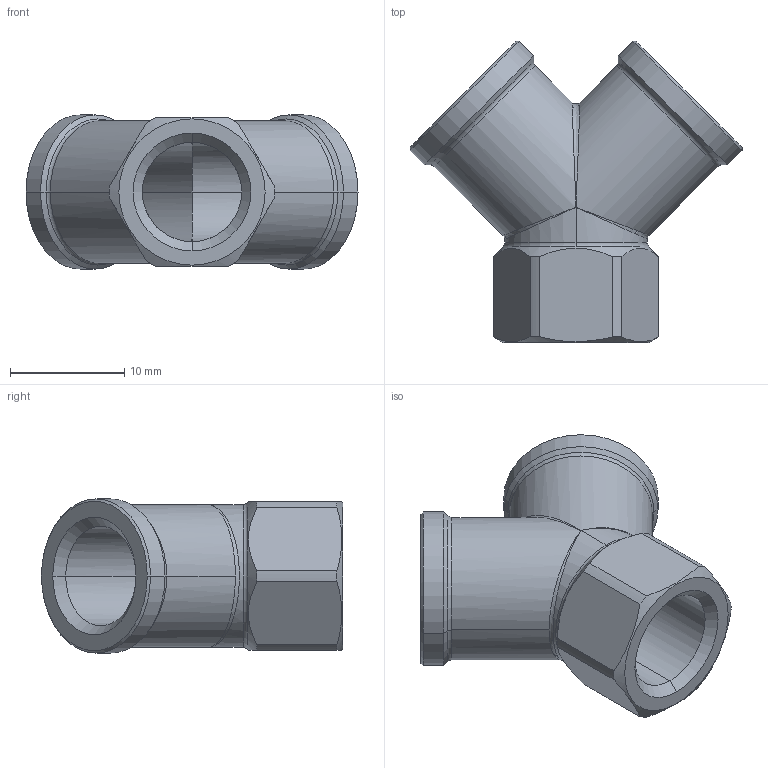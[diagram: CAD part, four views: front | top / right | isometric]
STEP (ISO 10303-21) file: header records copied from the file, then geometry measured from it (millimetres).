
FILE_DESCRIPTION (( 'STEP AP203' ), '1' );
FILE_NAME ('05300001.STEP', '2010-09-13T16:01:07', ( 'Flavio' ), ( '' ), 'SwSTEP 2.0', 'SolidWorks 2009', '' );
FILE_SCHEMA (( 'CONFIG_CONTROL_DESIGN' ));
Length unit declared in the file: millimetre
Products named in the file (1): 05300001
Bounding box: 29.06 x 26.36 x 13.5 mm (x, y, z)
Volume: 2372.9 mm3; surface area: 2504.6 mm2
Topology: 1 solids, 1 shells, 75 faces, 205 edges, 123 vertices
Faces by surface type: cone 29, cylinder 22, plane 15, torus 6, bspline 3
Entity records: 2905 total; most frequent: CARTESIAN_POINT 1050, ORIENTED_EDGE 402, DIRECTION 361, EDGE_CURVE 201, AXIS2_PLACEMENT_3D 153, VERTEX_POINT 123, CIRCLE 80, EDGE_LOOP 78
